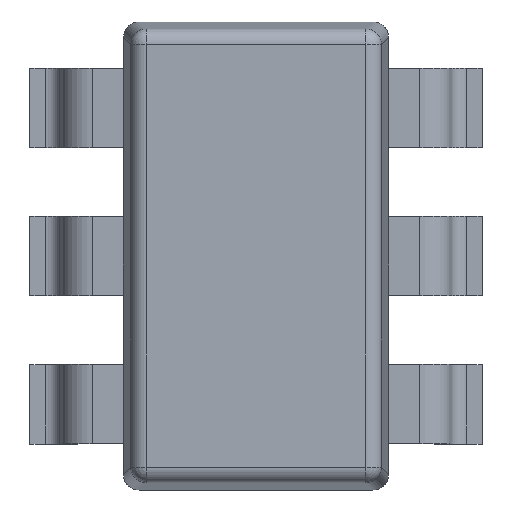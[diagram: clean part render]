
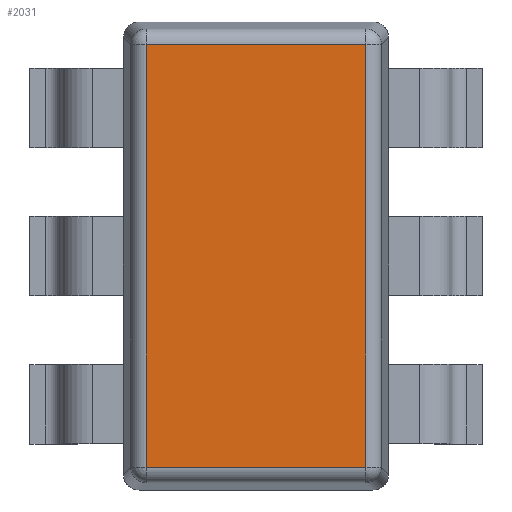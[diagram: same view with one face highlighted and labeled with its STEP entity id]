
A CAD part, top view. The second image highlights one B-rep face of the part: STEP entity #2031.
In plain terms, the highlighted planar face has unit normal (0, 0, 1).
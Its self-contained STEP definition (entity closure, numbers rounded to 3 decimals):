
#1686 = VERTEX_POINT('',#1687);
#1687 = CARTESIAN_POINT('',(0.145,0.145,1.25));
#1694 = EDGE_CURVE('',#1686,#1695,#1697,.T.);
#1695 = VERTEX_POINT('',#1696);
#1696 = CARTESIAN_POINT('',(0.145,2.855,1.25));
#1697 = LINE('',#1698,#1699);
#1698 = CARTESIAN_POINT('',(0.145,0.055,1.25));
#1699 = VECTOR('',#1700,1.);
#1700 = DIRECTION('',(0.,1.,-0.));
#2031 = ADVANCED_FACE('',(#2032),#2057,.T.);
#2032 = FACE_BOUND('',#2033,.T.);
#2033 = EDGE_LOOP('',(#2034,#2035,#2043,#2051));
#2034 = ORIENTED_EDGE('',*,*,#1694,.F.);
#2035 = ORIENTED_EDGE('',*,*,#2036,.T.);
#2036 = EDGE_CURVE('',#1686,#2037,#2039,.T.);
#2037 = VERTEX_POINT('',#2038);
#2038 = CARTESIAN_POINT('',(1.555,0.145,1.25));
#2039 = LINE('',#2040,#2041);
#2040 = CARTESIAN_POINT('',(0.055,0.145,1.25));
#2041 = VECTOR('',#2042,1.);
#2042 = DIRECTION('',(1.,-0.,0.));
#2043 = ORIENTED_EDGE('',*,*,#2044,.T.);
#2044 = EDGE_CURVE('',#2037,#2045,#2047,.T.);
#2045 = VERTEX_POINT('',#2046);
#2046 = CARTESIAN_POINT('',(1.555,2.855,1.25));
#2047 = LINE('',#2048,#2049);
#2048 = CARTESIAN_POINT('',(1.555,0.055,1.25));
#2049 = VECTOR('',#2050,1.);
#2050 = DIRECTION('',(0.,1.,-0.));
#2051 = ORIENTED_EDGE('',*,*,#2052,.F.);
#2052 = EDGE_CURVE('',#1695,#2045,#2053,.T.);
#2053 = LINE('',#2054,#2055);
#2054 = CARTESIAN_POINT('',(0.055,2.855,1.25));
#2055 = VECTOR('',#2056,1.);
#2056 = DIRECTION('',(1.,0.,0.));
#2057 = PLANE('',#2058);
#2058 = AXIS2_PLACEMENT_3D('',#2059,#2060,#2061);
#2059 = CARTESIAN_POINT('',(0.,0.,1.25));
#2060 = DIRECTION('',(0.,0.,1.));
#2061 = DIRECTION('',(1.,0.,-0.));
